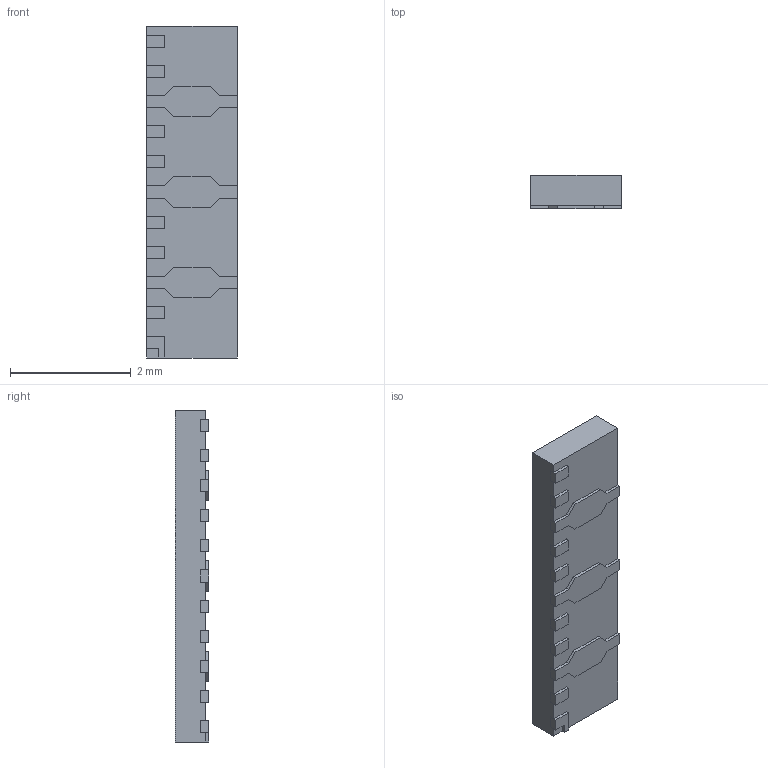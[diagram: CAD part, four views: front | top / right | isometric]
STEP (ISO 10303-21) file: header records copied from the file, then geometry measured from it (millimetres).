
FILE_DESCRIPTION (( 'STEP AP214' ), '1' );
FILE_NAME ('517CN.STEP', '2024-05-26T08:48:36', ( 'LENOVO' ), ( '' ), 'SwSTEP 2.0', 'SolidWorks 2021', '' );
FILE_SCHEMA (( 'AUTOMOTIVE_DESIGN' ));
Length unit declared in the file: millimetre
Products named in the file (1): 517CN
Bounding box: 1.5 x 0.55 x 5.5 mm (x, y, z)
Volume: 4.2 mm3; surface area: 31.4 mm2
Topology: 13 solids, 13 shells, 175 faces, 444 edges, 296 vertices
Faces by surface type: plane 171, cylinder 4
Entity records: 5308 total; most frequent: CARTESIAN_POINT 916, ORIENTED_EDGE 888, DIRECTION 804, EDGE_CURVE 444, VECTOR 436, LINE 436, VERTEX_POINT 296, AXIS2_PLACEMENT_3D 184
